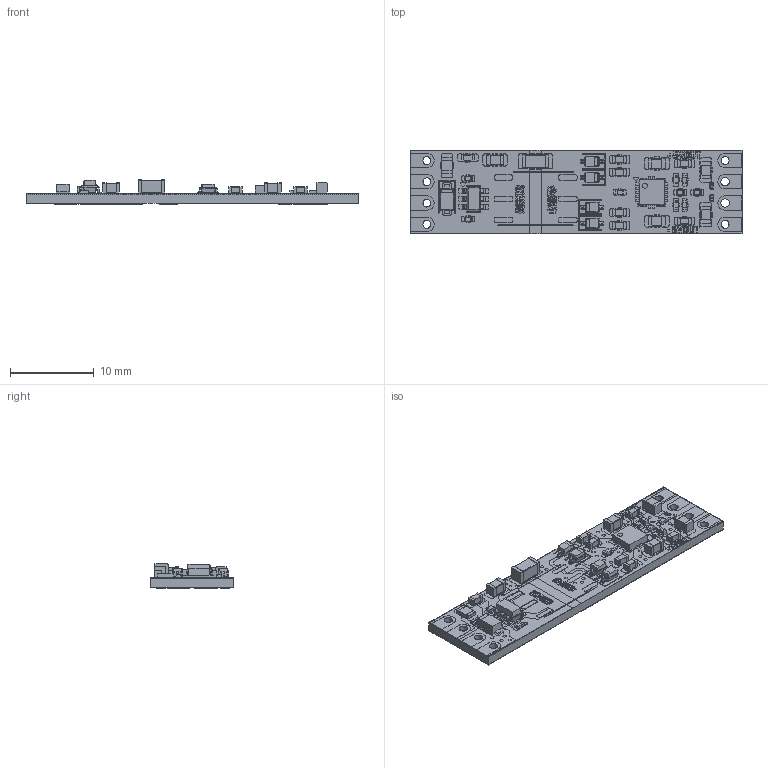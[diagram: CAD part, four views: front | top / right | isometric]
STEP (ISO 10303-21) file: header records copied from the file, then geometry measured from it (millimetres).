
FILE_DESCRIPTION(('KiCad electronic assembly'),'2;1');
FILE_NAME('VPS8504_BipolarOutput__5V.step','2025-07-02T16:18:20',( 'Pcbnew'),('Kicad'),'Open CASCADE STEP processor 7.8', 'KiCad to STEP converter','Unknown');
FILE_SCHEMA(('AUTOMOTIVE_DESIGN { 1 0 10303 214 1 1 1 1 }'));
Length unit declared in the file: millimetre
Products named in the file (16): VPS8504_BipolarOutput__5V 1; R_0402_1005Metric; D_SOD-323; C_0603_1608Metric; C_0402_1005Metric; SOT-23-6; C_0805_2012Metric; L_0603_1608Metric; D_SOD-123F; Fuse_0805_2012Metric; C_1206_3216Metric; Texas_S-PVSON-N10; VPS8504_BipolarOutput_Â±5V_copper; VPS8504_BipolarOutput_Â±5V_silkscreen; VPS8504_BipolarOutput_Â±5V_soldermask; VPS8504_BipolarOutput_Â±5V_PCB
Assembly tree (34 placements, depth 2):
  VPS8504_BipolarOutput__5V 1
    R_0402_1005Metric  x6
    D_SOD-323  x4
    C_0603_1608Metric  x2
    C_0402_1005Metric  x3
    SOT-23-6
    C_0805_2012Metric  x5
    L_0603_1608Metric  x5
    D_SOD-123F
    Fuse_0805_2012Metric
    C_1206_3216Metric
    Texas_S-PVSON-N10
    VPS8504_BipolarOutput_Â±5V_copper
    VPS8504_BipolarOutput_Â±5V_silkscreen
    VPS8504_BipolarOutput_Â±5V_soldermask
    VPS8504_BipolarOutput_Â±5V_PCB
Bounding box: 39.6 x 10 x 2.87 mm (x, y, z)
Volume: 497.5 mm3; surface area: 2574.8 mm2
Topology: 54 solids, 214 shells, 2579 faces, 9838 edges, 7609 vertices
Faces by surface type: plane 1682, cylinder 753, bspline 144
Full cylindrical faces by diameter (mm): 0.3 x23, 0.4 x49, 0.6 x1, 0.95 x6, 1 x14
Entity records: 91405 total; most frequent: CARTESIAN_POINT 17084, DIRECTION 13774, ORIENTED_EDGE 13091, EDGE_CURVE 8238, VERTEX_POINT 6585, LINE 6368, VECTOR 6368, AXIS2_PLACEMENT_3D 3703
